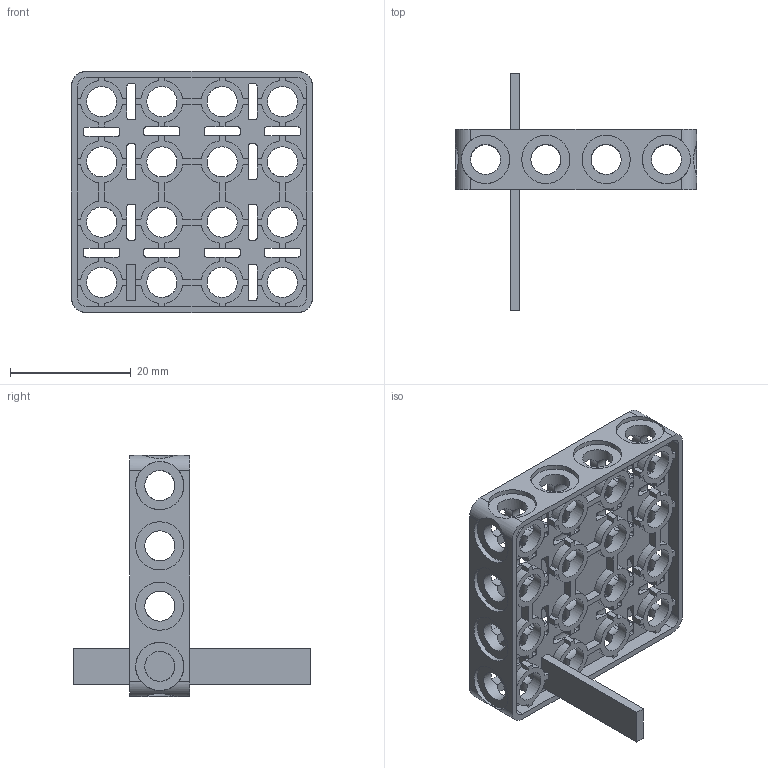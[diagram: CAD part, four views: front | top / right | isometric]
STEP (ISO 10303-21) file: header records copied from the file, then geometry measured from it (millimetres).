
FILE_DESCRIPTION(/* description */ ('Unknown'),/* implementation_level */ '2;1');
FILE_NAME(/* name */ '4x4 V',/* time_stamp */ '2018-09-06T17:52:17+02:00',/* author */ ('Unknown'),/* organization */ ('Unknown'),/* preprocessor_version */ 'ST-DEVELOPER v16.7',/* originating_system */ 'DEX',/* authorisation */ $);
FILE_SCHEMA (('AUTOMOTIVE_DESIGN {1 0 10303 214 3 1 1}'));
Length unit declared in the file: millimetre
Products named in the file (1): 4x4 V
Bounding box: 40 x 39.32 x 40 mm (x, y, z)
Volume: 4909.9 mm3; surface area: 10153.2 mm2
Topology: 2 solids, 2 shells, 700 faces, 2321 edges, 1541 vertices
Faces by surface type: plane 392, cylinder 308
Full cylindrical faces by diameter (mm): 5 x88, 8 x16
Entity records: 24620 total; most frequent: CARTESIAN_POINT 4337, ORIENTED_EDGE 4264, DIRECTION 4238, EDGE_CURVE 2132, VERTEX_POINT 1456, AXIS2_PLACEMENT_3D 1413, LINE 1412, VECTOR 1412
